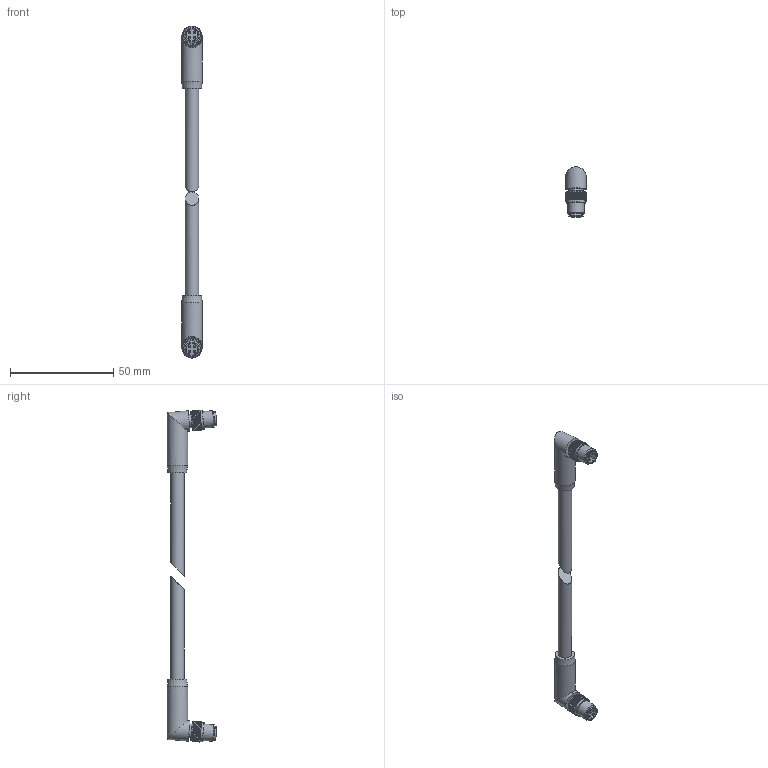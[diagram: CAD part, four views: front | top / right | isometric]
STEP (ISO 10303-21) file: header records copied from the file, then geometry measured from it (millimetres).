
FILE_DESCRIPTION(/* description */ ('STEP AP214'),/* implementation_level */ '2;1');
FILE_NAME(/* name */ '8065124_NEBC-D8W4-ES-0_5-N-S-D8W4-ET',/* time_stamp */ '2024-09-12T17:21:34+02:00',/* author */ ('License CC BY-ND 4.0'),/* organization */ ('CADENAS'),/* preprocessor_version */ 'ST-DEVELOPER v19.3',/* originating_system */ 'PARTsolutions',/* authorisation */ ' ');
FILE_SCHEMA (('AUTOMOTIVE_DESIGN {1 0 10303 214 3 1 1}'));
Length unit declared in the file: millimetre
Products named in the file (3): 8065124 NEBC-D8W4-ES-0.5-N-S-D8W4-ET; 8065124 NEBC-D8W4-ES-0.5-N-S-D8W4-ET---(P1); 8065124 NEBC-D8W4-ES-0.5-N-S-D8W4-ET---(P2)
Assembly tree (2 placements, depth 2):
  8065124 NEBC-D8W4-ES-0.5-N-S-D8W4-ET
    8065124 NEBC-D8W4-ES-0.5-N-S-D8W4-ET---(P1)
    8065124 NEBC-D8W4-ES-0.5-N-S-D8W4-ET---(P2)
Bounding box: 10 x 24.13 x 160.69 mm (x, y, z)
Volume: 9024.4 mm3; surface area: 5263.8 mm2
Topology: 2 solids, 2 shells, 392 faces, 1076 edges, 714 vertices
Faces by surface type: plane 190, cylinder 188, cone 8, torus 6
Full cylindrical faces by diameter (mm): 0.8 x8, 5.75 x2, 6.37 x2, 6.5 x2, 6.75 x2, 6.85 x2, 8 x2, 9.25 x4, 10 x4
Entity records: 15090 total; most frequent: DIRECTION 2206, CARTESIAN_POINT 2131, ORIENTED_EDGE 2056, EDGE_CURVE 1028, AXIS2_PLACEMENT_3D 783, VERTEX_POINT 708, LINE 640, VECTOR 640
